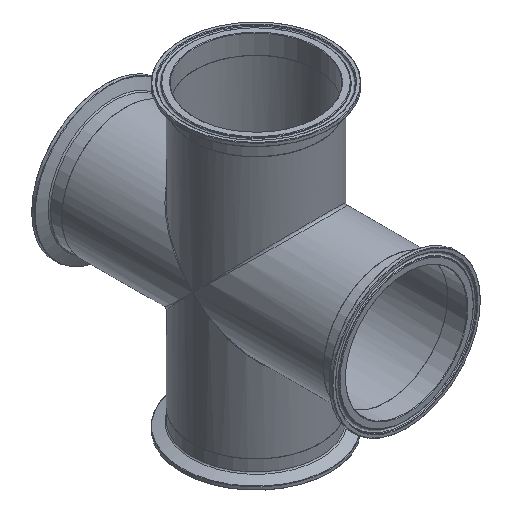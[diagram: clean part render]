
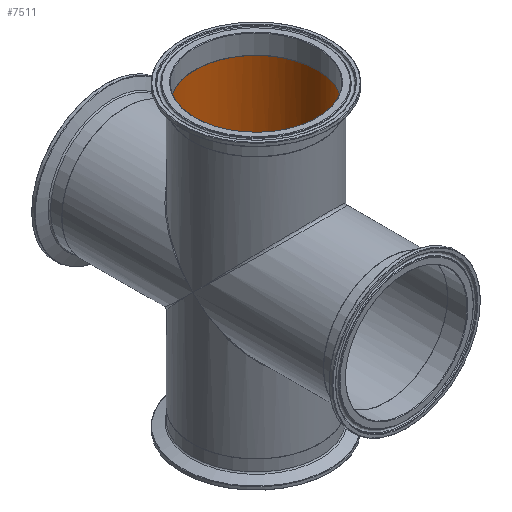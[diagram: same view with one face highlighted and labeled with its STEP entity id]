
A CAD part, isometric view. The second image highlights one B-rep face of the part: STEP entity #7511.
In plain terms, the highlighted cylindrical face has radius 48.692 mm (diameter 97.384 mm), a full revolution.
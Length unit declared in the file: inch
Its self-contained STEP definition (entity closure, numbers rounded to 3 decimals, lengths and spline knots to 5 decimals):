
#304=FACE_BOUND('',#2337,.T.);
#516=CIRCLE('',#8044,1.917);
#1386=CYLINDRICAL_SURFACE('',#8041,1.917);
#1808=FACE_OUTER_BOUND('',#2336,.T.);
#2336=EDGE_LOOP('',(#6652,#6653));
#2337=EDGE_LOOP('',(#6654));
#2443=ELLIPSE('',#8042,2.71105,1.917);
#2444=ELLIPSE('',#8043,2.71105,1.917);
#3566=VERTEX_POINT('',#16775);
#3567=VERTEX_POINT('',#16776);
#3568=VERTEX_POINT('',#16782);
#4639=EDGE_CURVE('',#3567,#3566,#2443,.T.);
#4640=EDGE_CURVE('',#3566,#3567,#2444,.T.);
#4641=EDGE_CURVE('',#3568,#3568,#516,.T.);
#6652=ORIENTED_EDGE('',*,*,#4639,.F.);
#6653=ORIENTED_EDGE('',*,*,#4640,.F.);
#6654=ORIENTED_EDGE('',*,*,#4641,.F.);
#7511=ADVANCED_FACE('',(#1808,#304),#1386,.F.);
#8041=AXIS2_PLACEMENT_3D('',#16779,#9497,#9498);
#8042=AXIS2_PLACEMENT_3D('',#16780,#9499,#9500);
#8043=AXIS2_PLACEMENT_3D('',#16781,#9501,#9502);
#8044=AXIS2_PLACEMENT_3D('',#16783,#9503,#9504);
#9497=DIRECTION('center_axis',(0.,0.,
-1.));
#9498=DIRECTION('ref_axis',(0.,1.,0.));
#9499=DIRECTION('center_axis',(0.,0.707,
0.707));
#9500=DIRECTION('ref_axis',(0.,0.707,-0.707));
#9501=DIRECTION('center_axis',(0.,-0.707,
0.707));
#9502=DIRECTION('ref_axis',(0.,0.707,0.707));
#9503=DIRECTION('center_axis',(0.,0.,
-1.));
#9504=DIRECTION('ref_axis',(0.,1.,0.));
#16775=CARTESIAN_POINT('',(0.90549,4.57536,0.90238));
#16776=CARTESIAN_POINT('',(-2.92851,4.57536,0.90238));
#16779=CARTESIAN_POINT('Origin',(-1.01151,4.57536,5.02738));
#16780=CARTESIAN_POINT('Origin',(-1.01151,4.57536,0.90238));
#16781=CARTESIAN_POINT('Origin',(-1.01151,4.57536,0.90238));
#16782=CARTESIAN_POINT('',(-1.01151,2.65836,5.02738));
#16783=CARTESIAN_POINT('Origin',(-1.01151,4.57536,5.02738));
